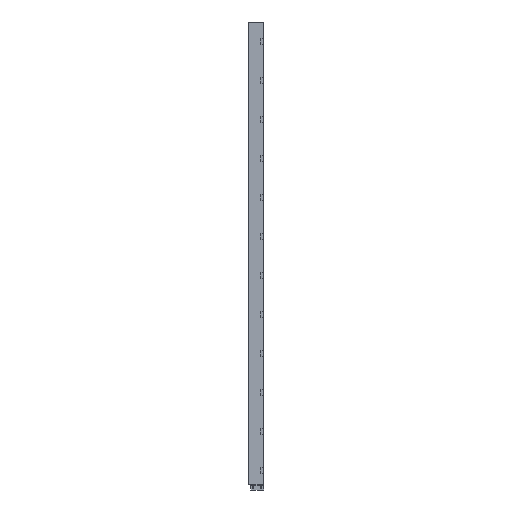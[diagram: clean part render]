
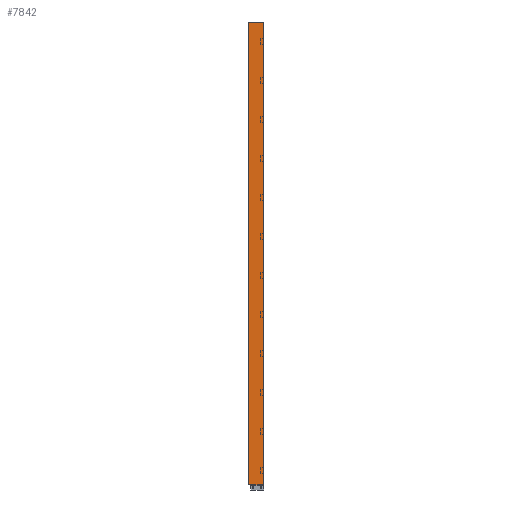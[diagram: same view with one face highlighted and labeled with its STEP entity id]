
A CAD part, left-side view. The second image highlights one B-rep face of the part: STEP entity #7842.
In plain terms, the highlighted planar face has unit normal (-1, 0, 0).
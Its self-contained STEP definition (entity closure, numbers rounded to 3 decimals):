
#992 = LINE ( 'NONE', #11321, #995 ) ;
#995 = VECTOR ( 'NONE', #11324, 1000. ) ;
#1846 = CARTESIAN_POINT ( 'NONE',  ( -497.8, 78.291, 1483.71 ) ) ;
#1848 = DIRECTION ( 'NONE',  ( 0., 0., -1. ) ) ;
#1852 = CARTESIAN_POINT ( 'NONE',  ( -497.8, -19.909, 1483.71 ) ) ;
#1853 = CARTESIAN_POINT ( 'NONE',  ( -497.8, -19.909, 1483.71 ) ) ;
#1857 = CARTESIAN_POINT ( 'NONE',  ( -497.8, -19.909, -1483.71 ) ) ;
#1859 = DIRECTION ( 'NONE',  ( 0., 1., 0. ) ) ;
#1860 = DIRECTION ( 'NONE',  ( 0., 1., 0. ) ) ;
#1862 = DIRECTION ( 'NONE',  ( 0., 0., -1. ) ) ;
#2210 = ORIENTED_EDGE ( 'NONE', *, *, #3753, .F. ) ;
#2211 = ORIENTED_EDGE ( 'NONE', *, *, #3752, .F. ) ;
#2212 = ORIENTED_EDGE ( 'NONE', *, *, #3754, .T. ) ;
#2213 = ORIENTED_EDGE ( 'NONE', *, *, #3755, .T. ) ;
#2214 = ORIENTED_EDGE ( 'NONE', *, *, #11009, .F. ) ;
#2988 = LINE ( 'NONE', #1853, #2991 ) ;
#2989 = LINE ( 'NONE', #1852, #2995 ) ;
#2990 = LINE ( 'NONE', #1857, #2993 ) ;
#2991 = VECTOR ( 'NONE', #1848, 1000. ) ;
#2992 = LINE ( 'NONE', #1846, #2997 ) ;
#2993 = VECTOR ( 'NONE', #1859, 1000. ) ;
#2995 = VECTOR ( 'NONE', #1860, 1000. ) ;
#2997 = VECTOR ( 'NONE', #1862, 1000. ) ;
#3752 = EDGE_CURVE ( 'NONE', #5318, #5309, #2988, .T. ) ;
#3753 = EDGE_CURVE ( 'NONE', #5309, #5268, #2990, .T. ) ;
#3754 = EDGE_CURVE ( 'NONE', #5318, #5320, #2989, .T. ) ;
#3755 = EDGE_CURVE ( 'NONE', #5320, #5272, #2992, .T. ) ;
#4432 = FACE_OUTER_BOUND ( 'NONE', #8903, .T. ) ;
#5061 = CARTESIAN_POINT ( 'NONE',  ( -497.8, -19.909, 1483.71 ) ) ;
#5068 = PLANE ( 'NONE',  #5125 ) ;
#5070 = DIRECTION ( 'NONE',  ( 1., 0., 0. ) ) ;
#5071 = DIRECTION ( 'NONE',  ( 0., -1., 0. ) ) ;
#5125 = AXIS2_PLACEMENT_3D ( 'NONE', #5061, #5070, #5071 ) ;
#5268 = VERTEX_POINT ( 'NONE', #8090 ) ;
#5272 = VERTEX_POINT ( 'NONE', #8094 ) ;
#5309 = VERTEX_POINT ( 'NONE', #8131 ) ;
#5318 = VERTEX_POINT ( 'NONE', #8140 ) ;
#5320 = VERTEX_POINT ( 'NONE', #8142 ) ;
#7842 = ADVANCED_FACE ( 'NONE', ( #4432 ), #5068, .F. ) ;
#8090 = CARTESIAN_POINT ( 'NONE',  ( -497.8, 62.151, -1483.71 ) ) ;
#8094 = CARTESIAN_POINT ( 'NONE',  ( -497.8, 78.291, -1483.71 ) ) ;
#8131 = CARTESIAN_POINT ( 'NONE',  ( -497.8, -19.909, -1483.71 ) ) ;
#8140 = CARTESIAN_POINT ( 'NONE',  ( -497.8, -19.909, 1483.71 ) ) ;
#8142 = CARTESIAN_POINT ( 'NONE',  ( -497.8, 78.291, 1483.71 ) ) ;
#8903 = EDGE_LOOP ( 'NONE', ( #2210, #2211, #2212, #2213, #2214 ) ) ;
#11009 = EDGE_CURVE ( 'NONE', #5268, #5272, #992, .T. ) ;
#11321 = CARTESIAN_POINT ( 'NONE',  ( -497.8, -19.909, -1483.71 ) ) ;
#11324 = DIRECTION ( 'NONE',  ( 0., 1., 0. ) ) ;
